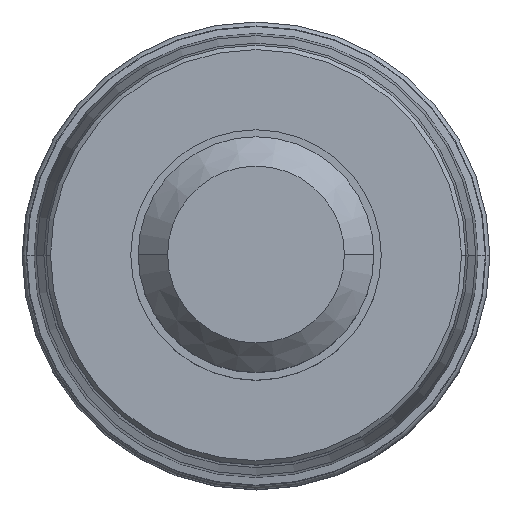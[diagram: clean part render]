
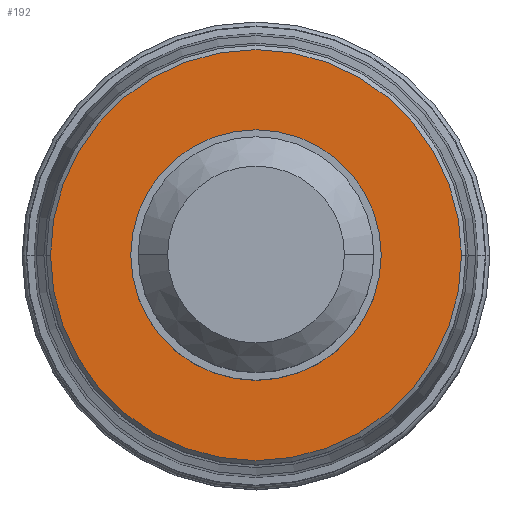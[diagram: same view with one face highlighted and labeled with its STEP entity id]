
A CAD part, top view. The second image highlights one B-rep face of the part: STEP entity #192.
In plain terms, the highlighted planar face has unit normal (0, 0, 1).
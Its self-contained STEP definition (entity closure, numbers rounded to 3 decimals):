
#28=PLANE('',#1615);
#33=FACE_BOUND('',#377,.T.);
#34=FACE_BOUND('',#378,.T.);
#192=ADVANCED_FACE('',(#33,#34),#28,.F.);
#377=EDGE_LOOP('',(#637,#638,#639,#640));
#378=EDGE_LOOP('',(#641,#642));
#637=ORIENTED_EDGE('',*,*,#1021,.T.);
#638=ORIENTED_EDGE('',*,*,#1025,.T.);
#639=ORIENTED_EDGE('',*,*,#1024,.T.);
#640=ORIENTED_EDGE('',*,*,#1022,.T.);
#641=ORIENTED_EDGE('',*,*,#1026,.T.);
#642=ORIENTED_EDGE('',*,*,#1027,.T.);
#860=VERTEX_POINT('',#3339);
#861=VERTEX_POINT('',#3341);
#862=VERTEX_POINT('',#3343);
#863=VERTEX_POINT('',#3347);
#864=VERTEX_POINT('',#3351);
#865=VERTEX_POINT('',#3352);
#1021=EDGE_CURVE('',#861,#860,#1237,.T.);
#1022=EDGE_CURVE('',#862,#861,#1238,.T.);
#1024=EDGE_CURVE('',#863,#862,#1239,.T.);
#1025=EDGE_CURVE('',#860,#863,#1240,.T.);
#1026=EDGE_CURVE('',#864,#865,#1241,.T.);
#1027=EDGE_CURVE('',#865,#864,#1242,.T.);
#1237=CIRCLE('',#1607,13.95);
#1238=CIRCLE('',#1608,13.95);
#1239=CIRCLE('',#1610,13.95);
#1240=CIRCLE('',#1611,13.95);
#1241=CIRCLE('',#1613,8.5);
#1242=CIRCLE('',#1614,8.5);
#1607=AXIS2_PLACEMENT_3D('',#3340,#1967,#1968);
#1608=AXIS2_PLACEMENT_3D('',#3342,#1969,#1970);
#1610=AXIS2_PLACEMENT_3D('',#3346,#1974,#1975);
#1611=AXIS2_PLACEMENT_3D('',#3348,#1976,#1977);
#1613=AXIS2_PLACEMENT_3D('',#3350,#1980,#1981);
#1614=AXIS2_PLACEMENT_3D('',#3353,#1982,#1983);
#1615=AXIS2_PLACEMENT_3D('',#3354,#1984,#1985);
#1967=DIRECTION('',(0.,0.,1.));
#1968=DIRECTION('',(0.,1.,0.));
#1969=DIRECTION('',(0.,0.,1.));
#1970=DIRECTION('',(1.,0.,0.));
#1974=DIRECTION('',(0.,0.,1.));
#1975=DIRECTION('',(0.,-1.,0.));
#1976=DIRECTION('',(0.,0.,1.));
#1977=DIRECTION('',(-1.,0.,0.));
#1980=DIRECTION('',(0.,0.,-1.));
#1981=DIRECTION('',(-1.,0.,0.));
#1982=DIRECTION('',(0.,0.,-1.));
#1983=DIRECTION('',(1.,0.,0.));
#1984=DIRECTION('',(0.,0.,-1.));
#1985=DIRECTION('',(1.,0.,0.));
#3339=CARTESIAN_POINT('',(-13.95,0.,0.));
#3340=CARTESIAN_POINT('',(0.,0.,0.));
#3341=CARTESIAN_POINT('',(0.,13.95,0.));
#3342=CARTESIAN_POINT('',(0.,0.,0.));
#3343=CARTESIAN_POINT('',(13.95,0.,0.));
#3346=CARTESIAN_POINT('',(0.,0.,0.));
#3347=CARTESIAN_POINT('',(0.,-13.95,0.));
#3348=CARTESIAN_POINT('',(0.,0.,0.));
#3350=CARTESIAN_POINT('',(0.,0.,0.));
#3351=CARTESIAN_POINT('',(-8.5,0.,0.));
#3352=CARTESIAN_POINT('',(8.5,0.,0.));
#3353=CARTESIAN_POINT('',(0.,0.,0.));
#3354=CARTESIAN_POINT('',(0.,0.,0.));
